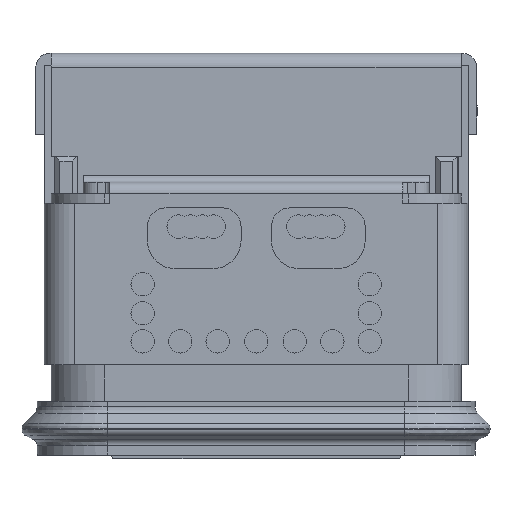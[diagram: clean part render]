
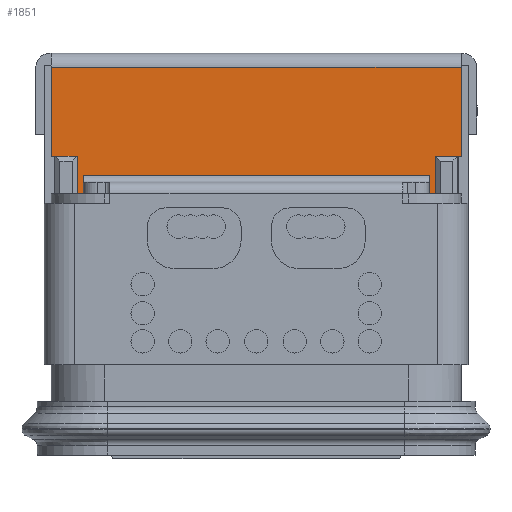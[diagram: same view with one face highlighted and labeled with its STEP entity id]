
A CAD part, top view. The second image highlights one B-rep face of the part: STEP entity #1851.
In plain terms, the highlighted planar face has unit normal (0, 0, 1).
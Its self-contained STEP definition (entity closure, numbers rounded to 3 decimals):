
#1851=ADVANCED_FACE('',(#3825),#3826,.T.);
#3825=FACE_OUTER_BOUND('',#6711,.T.);
#3826=PLANE('',#6712);
#6711=EDGE_LOOP('',(#13090,#13091,#13092,#13093,#13094,#13095,#13096,#13097,#13098,#13099,#13100,#13101,#13102,#13103));
#6712=AXIS2_PLACEMENT_3D('',#13104,#13105,#13106);
#13090=ORIENTED_EDGE('',*,*,#15922,.T.);
#13091=ORIENTED_EDGE('',*,*,#15920,.T.);
#13092=ORIENTED_EDGE('',*,*,#15947,.T.);
#13093=ORIENTED_EDGE('',*,*,#15944,.F.);
#13094=ORIENTED_EDGE('',*,*,#15914,.F.);
#13095=ORIENTED_EDGE('',*,*,#16223,.T.);
#13096=ORIENTED_EDGE('',*,*,#16226,.T.);
#13097=ORIENTED_EDGE('',*,*,#16227,.T.);
#13098=ORIENTED_EDGE('',*,*,#15938,.T.);
#13099=ORIENTED_EDGE('',*,*,#16090,.T.);
#13100=ORIENTED_EDGE('',*,*,#16228,.T.);
#13101=ORIENTED_EDGE('',*,*,#16059,.T.);
#13102=ORIENTED_EDGE('',*,*,#15911,.F.);
#13103=ORIENTED_EDGE('',*,*,#15908,.F.);
#13104=CARTESIAN_POINT('',(0.,7.914,0.13));
#13105=DIRECTION('',(0.0,0.0,1.0));
#13106=DIRECTION('',(1.0,0.0,0.0));
#15908=EDGE_CURVE('',#19354,#19350,#19356,.T.);
#15911=EDGE_CURVE('',#19350,#19359,#19360,.T.);
#15914=EDGE_CURVE('',#19363,#19364,#19365,.T.);
#15920=EDGE_CURVE('',#19369,#19371,#19373,.T.);
#15922=EDGE_CURVE('',#19354,#19369,#19375,.T.);
#15938=EDGE_CURVE('',#19403,#19404,#19405,.T.);
#15944=EDGE_CURVE('',#19364,#19413,#19414,.T.);
#15947=EDGE_CURVE('',#19371,#19413,#19417,.T.);
#16059=EDGE_CURVE('',#19555,#19359,#19556,.T.);
#16090=EDGE_CURVE('',#19404,#19597,#19599,.T.);
#16223=EDGE_CURVE('',#19363,#19796,#19797,.T.);
#16226=EDGE_CURVE('',#19796,#19800,#19801,.T.);
#16227=EDGE_CURVE('',#19800,#19403,#19802,.T.);
#16228=EDGE_CURVE('',#19597,#19555,#19803,.T.);
#19350=VERTEX_POINT('',#24701);
#19354=VERTEX_POINT('',#24707);
#19356=LINE('',#24710,#24711);
#19359=VERTEX_POINT('',#24715);
#19360=LINE('',#24716,#24717);
#19363=VERTEX_POINT('',#24721);
#19364=VERTEX_POINT('',#24722);
#19365=LINE('',#24723,#24724);
#19369=VERTEX_POINT('',#24730);
#19371=VERTEX_POINT('',#24732);
#19373=LINE('',#24734,#24735);
#19375=LINE('',#24737,#24738);
#19403=VERTEX_POINT('',#24775);
#19404=VERTEX_POINT('',#24776);
#19405=LINE('',#24777,#24778);
#19413=VERTEX_POINT('',#24788);
#19414=LINE('',#24789,#24790);
#19417=LINE('',#24794,#24795);
#19555=VERTEX_POINT('',#24990);
#19556=LINE('',#24991,#24992);
#19597=VERTEX_POINT('',#25051);
#19599=LINE('',#25054,#25055);
#19796=VERTEX_POINT('',#25322);
#19797=LINE('',#25323,#25324);
#19800=VERTEX_POINT('',#25328);
#19801=LINE('',#25329,#25330);
#19802=LINE('',#25331,#25332);
#19803=LINE('',#25333,#25334);
#24701=CARTESIAN_POINT('',(4.304,6.45,0.13));
#24707=CARTESIAN_POINT('',(4.375,6.45,0.13));
#24710=CARTESIAN_POINT('',(3.825,6.45,0.13));
#24711=VECTOR('',#27868,1.0);
#24715=CARTESIAN_POINT('',(3.825,6.45,0.13));
#24716=CARTESIAN_POINT('',(3.645,6.45,0.13));
#24717=VECTOR('',#27870,1.0);
#24721=CARTESIAN_POINT('',(-3.825,6.45,0.13));
#24722=CARTESIAN_POINT('',(-4.304,6.45,0.13));
#24723=CARTESIAN_POINT('',(-4.025,6.45,0.13));
#24724=VECTOR('',#27872,1.0);
#24730=CARTESIAN_POINT('',(4.375,8.35,0.13));
#24732=CARTESIAN_POINT('',(-4.375,8.35,0.13));
#24734=CARTESIAN_POINT('',(0.,8.35,0.13));
#24735=VECTOR('',#27881,1.0);
#24737=CARTESIAN_POINT('',(4.375,14.759,0.13));
#24738=VECTOR('',#27882,1.0);
#24775=CARTESIAN_POINT('',(-3.695,6.05,0.13));
#24776=CARTESIAN_POINT('',(3.695,6.05,0.13));
#24777=CARTESIAN_POINT('',(0.,6.05,0.13));
#24778=VECTOR('',#27904,1.0);
#24788=CARTESIAN_POINT('',(-4.375,6.45,0.13));
#24789=CARTESIAN_POINT('',(-4.375,6.45,0.13));
#24790=VECTOR('',#27913,1.0);
#24794=CARTESIAN_POINT('',(-4.375,5.095,0.13));
#24795=VECTOR('',#27915,1.0);
#24990=CARTESIAN_POINT('',(3.825,5.65,0.13));
#24991=CARTESIAN_POINT('',(3.825,5.65,0.13));
#24992=VECTOR('',#28009,1.0);
#25051=CARTESIAN_POINT('',(3.695,5.65,0.13));
#25054=CARTESIAN_POINT('',(3.695,3.425,0.13));
#25055=VECTOR('',#28035,1.0);
#25322=CARTESIAN_POINT('',(-3.825,5.65,0.13));
#25323=CARTESIAN_POINT('',(-3.825,6.45,0.13));
#25324=VECTOR('',#28202,1.0);
#25328=CARTESIAN_POINT('',(-3.695,5.65,0.13));
#25329=CARTESIAN_POINT('',(-3.825,5.65,0.13));
#25330=VECTOR('',#28204,1.0);
#25331=CARTESIAN_POINT('',(-3.695,3.425,0.13));
#25332=VECTOR('',#28205,1.0);
#25333=CARTESIAN_POINT('',(-3.825,5.65,0.13));
#25334=VECTOR('',#28206,1.0);
#27868=DIRECTION('',(-1.0,0.0,0.0));
#27870=DIRECTION('',(-1.0,0.0,0.0));
#27872=DIRECTION('',(-1.0,0.,0.0));
#27881=DIRECTION('',(-1.0,0.0,0.0));
#27882=DIRECTION('',(0.0,1.0,0.0));
#27904=DIRECTION('',(1.0,0.,0.0));
#27913=DIRECTION('',(-1.0,0.0,0.0));
#27915=DIRECTION('',(0.,-1.0,0.0));
#28009=DIRECTION('',(0.0,1.0,0.0));
#28035=DIRECTION('',(0.0,-1.0,0.0));
#28202=DIRECTION('',(0.0,-1.0,0.0));
#28204=DIRECTION('',(1.0,0.0,0.0));
#28205=DIRECTION('',(0.0,1.0,0.0));
#28206=DIRECTION('',(1.0,0.0,0.0));
